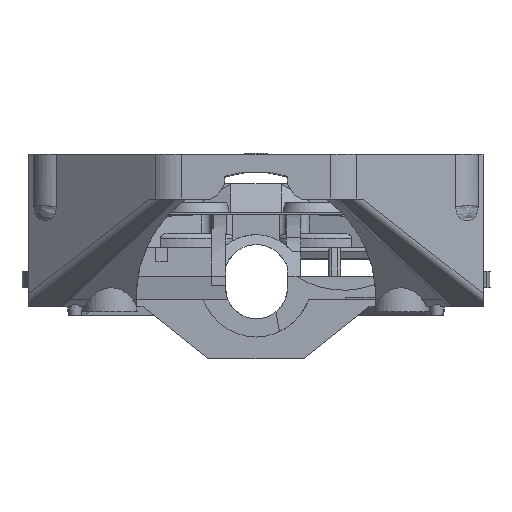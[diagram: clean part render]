
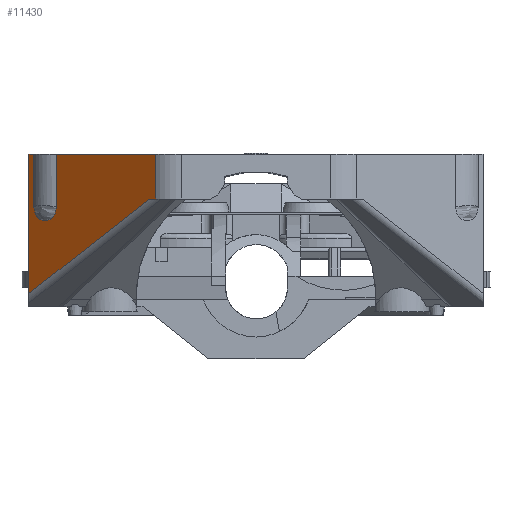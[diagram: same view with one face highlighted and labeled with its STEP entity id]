
A CAD part, front view. The second image highlights one B-rep face of the part: STEP entity #11430.
In plain terms, the highlighted planar face has unit normal (-0.669, -0.743, 0).
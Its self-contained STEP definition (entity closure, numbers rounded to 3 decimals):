
#300=B_SPLINE_CURVE_WITH_KNOTS('',3,(#19899,#19900,#19901,#19902,#19903,
#19904,#19905,#19906,#19907,#19908,#19909,#19910,#19911,#19912),
 .UNSPECIFIED.,.F.,.F.,(4,2,2,2,2,2,4),(0.,0.123,0.24,
0.351,0.411,0.443,0.445),
 .UNSPECIFIED.);
#301=B_SPLINE_CURVE_WITH_KNOTS('',3,(#19916,#19917,#19918,#19919,#19920,
#19921,#19922,#19923,#19924,#19925,#19926,#19927,#19928,#19929),
 .UNSPECIFIED.,.F.,.F.,(4,2,2,2,2,2,4),(-0.001,0.,0.037,
0.098,0.201,0.317,0.439),
 .UNSPECIFIED.);
#585=PLANE('',#12271);
#1259=LINE('',#18719,#2304);
#1274=LINE('',#19038,#2319);
#1351=LINE('',#19895,#2396);
#1352=LINE('',#19897,#2397);
#1353=LINE('',#19914,#2398);
#1354=LINE('',#19931,#2399);
#1355=LINE('',#19933,#2400);
#1356=LINE('',#19935,#2401);
#1357=LINE('',#19936,#2402);
#2304=VECTOR('',#13934,10.);
#2319=VECTOR('',#13967,10.);
#2396=VECTOR('',#14250,10.);
#2397=VECTOR('',#14251,10.);
#2398=VECTOR('',#14252,10.);
#2399=VECTOR('',#14253,10.);
#2400=VECTOR('',#14254,10.);
#2401=VECTOR('',#14255,10.);
#2402=VECTOR('',#14256,10.);
#3130=FACE_OUTER_BOUND('',#3756,.T.);
#3756=EDGE_LOOP('',(#9108,#9109,#9110,#9111,#9112,#9113,#9114,#9115,#9116,
#9117,#9118));
#5167=VERTEX_POINT('',#18716);
#5168=VERTEX_POINT('',#18718);
#5197=VERTEX_POINT('',#19036);
#5298=VERTEX_POINT('',#19894);
#5299=VERTEX_POINT('',#19896);
#5300=VERTEX_POINT('',#19898);
#5301=VERTEX_POINT('',#19913);
#5302=VERTEX_POINT('',#19915);
#5303=VERTEX_POINT('',#19930);
#5304=VERTEX_POINT('',#19932);
#5305=VERTEX_POINT('',#19934);
#6535=EDGE_CURVE('',#5167,#5168,#1259,.T.);
#6571=EDGE_CURVE('',#5197,#5167,#1274,.T.);
#6731=EDGE_CURVE('',#5197,#5298,#1351,.T.);
#6732=EDGE_CURVE('',#5298,#5299,#1352,.T.);
#6733=EDGE_CURVE('',#5300,#5299,#300,.F.);
#6734=EDGE_CURVE('',#5300,#5301,#1353,.T.);
#6735=EDGE_CURVE('',#5301,#5302,#301,.T.);
#6736=EDGE_CURVE('',#5302,#5303,#1354,.T.);
#6737=EDGE_CURVE('',#5303,#5304,#1355,.T.);
#6738=EDGE_CURVE('',#5305,#5304,#1356,.T.);
#6739=EDGE_CURVE('',#5168,#5305,#1357,.T.);
#9108=ORIENTED_EDGE('',*,*,#6731,.T.);
#9109=ORIENTED_EDGE('',*,*,#6732,.T.);
#9110=ORIENTED_EDGE('',*,*,#6733,.F.);
#9111=ORIENTED_EDGE('',*,*,#6734,.T.);
#9112=ORIENTED_EDGE('',*,*,#6735,.T.);
#9113=ORIENTED_EDGE('',*,*,#6736,.T.);
#9114=ORIENTED_EDGE('',*,*,#6737,.T.);
#9115=ORIENTED_EDGE('',*,*,#6738,.F.);
#9116=ORIENTED_EDGE('',*,*,#6739,.F.);
#9117=ORIENTED_EDGE('',*,*,#6535,.F.);
#9118=ORIENTED_EDGE('',*,*,#6571,.F.);
#11430=ADVANCED_FACE('',(#3130),#585,.T.);
#12271=AXIS2_PLACEMENT_3D('',#19893,#14248,#14249);
#13934=DIRECTION('',(-0.743,0.669,0.));
#13967=DIRECTION('',(0.,0.,-1.));
#14248=DIRECTION('center_axis',(-0.669,-0.743,0.));
#14249=DIRECTION('ref_axis',(-0.743,0.669,0.));
#14250=DIRECTION('',(-0.743,0.669,0.));
#14251=DIRECTION('',(0.,0.,-1.));
#14252=DIRECTION('',(-0.743,0.669,0.));
#14253=DIRECTION('',(0.,0.,1.));
#14254=DIRECTION('',(-0.743,0.669,0.));
#14255=DIRECTION('',(0.,0.,1.));
#14256=DIRECTION('',(-0.642,0.578,-0.504));
#18716=CARTESIAN_POINT('',(-21.221,-245.805,5.3));
#18718=CARTESIAN_POINT('',(-22.543,-244.615,5.3));
#18719=CARTESIAN_POINT('',(-20.012,-246.894,5.3));
#19036=CARTESIAN_POINT('',(-21.221,-245.805,14.8));
#19038=CARTESIAN_POINT('',(-21.221,-245.805,7.9));
#19893=CARTESIAN_POINT('Origin',(-18.676,-248.096,4.));
#19894=CARTESIAN_POINT('',(-42.23,-226.895,14.8));
#19895=CARTESIAN_POINT('',(-18.313,-248.423,14.8));
#19896=CARTESIAN_POINT('',(-42.23,-226.895,3.754));
#19897=CARTESIAN_POINT('',(-42.23,-226.895,14.8));
#19898=CARTESIAN_POINT('',(-44.236,-225.089,0.8));
#19899=CARTESIAN_POINT('Ctrl Pts',(-42.23,-226.895,
3.754));
#19900=CARTESIAN_POINT('Ctrl Pts',(-42.23,-226.895,
3.345));
#19901=CARTESIAN_POINT('Ctrl Pts',(-42.289,-226.842,
2.94));
#19902=CARTESIAN_POINT('Ctrl Pts',(-42.519,-226.635,
2.201));
#19903=CARTESIAN_POINT('Ctrl Pts',(-42.682,-226.488,1.87));
#19904=CARTESIAN_POINT('Ctrl Pts',(-43.083,-226.127,1.334));
#19905=CARTESIAN_POINT('Ctrl Pts',(-43.313,-225.921,
1.125));
#19906=CARTESIAN_POINT('Ctrl Pts',(-43.701,-225.571,
0.911));
#19907=CARTESIAN_POINT('Ctrl Pts',(-43.843,-225.443,
0.856));
#19908=CARTESIAN_POINT('Ctrl Pts',(-44.067,-225.241,
0.81));
#19909=CARTESIAN_POINT('Ctrl Pts',(-44.148,-225.169,
0.801));
#19910=CARTESIAN_POINT('Ctrl Pts',(-44.23,-225.094,
0.8));
#19911=CARTESIAN_POINT('Ctrl Pts',(-44.233,-225.092,
0.8));
#19912=CARTESIAN_POINT('Ctrl Pts',(-44.236,-225.089,0.8));
#19913=CARTESIAN_POINT('',(-44.98,-224.42,0.8));
#19914=CARTESIAN_POINT('',(-31.642,-236.426,0.8));
#19915=CARTESIAN_POINT('',(-46.986,-222.614,3.754));
#19916=CARTESIAN_POINT('Ctrl Pts',(-44.98,-224.42,
0.8));
#19917=CARTESIAN_POINT('Ctrl Pts',(-44.982,-224.418,
0.8));
#19918=CARTESIAN_POINT('Ctrl Pts',(-44.985,-224.415,
0.8));
#19919=CARTESIAN_POINT('Ctrl Pts',(-45.08,-224.33,
0.801));
#19920=CARTESIAN_POINT('Ctrl Pts',(-45.173,-224.246,
0.813));
#19921=CARTESIAN_POINT('Ctrl Pts',(-45.414,-224.029,
0.87));
#19922=CARTESIAN_POINT('Ctrl Pts',(-45.561,-223.897,
0.932));
#19923=CARTESIAN_POINT('Ctrl Pts',(-45.934,-223.561,
1.153));
#19924=CARTESIAN_POINT('Ctrl Pts',(-46.146,-223.37,
1.352));
#19925=CARTESIAN_POINT('Ctrl Pts',(-46.534,-223.021,
1.87));
#19926=CARTESIAN_POINT('Ctrl Pts',(-46.697,-222.874,
2.2));
#19927=CARTESIAN_POINT('Ctrl Pts',(-46.927,-222.668,2.94));
#19928=CARTESIAN_POINT('Ctrl Pts',(-46.986,-222.614,
3.345));
#19929=CARTESIAN_POINT('Ctrl Pts',(-46.986,-222.614,
3.754));
#19930=CARTESIAN_POINT('',(-46.986,-222.614,14.8));
#19931=CARTESIAN_POINT('',(-46.986,-222.614,14.8));
#19932=CARTESIAN_POINT('',(-48.034,-221.671,14.8));
#19933=CARTESIAN_POINT('',(-18.313,-248.423,14.8));
#19934=CARTESIAN_POINT('',(-48.034,-221.671,-14.696));
#19935=CARTESIAN_POINT('',(-48.034,-221.671,2.3));
#19936=CARTESIAN_POINT('',(-23.558,-243.702,4.504));
